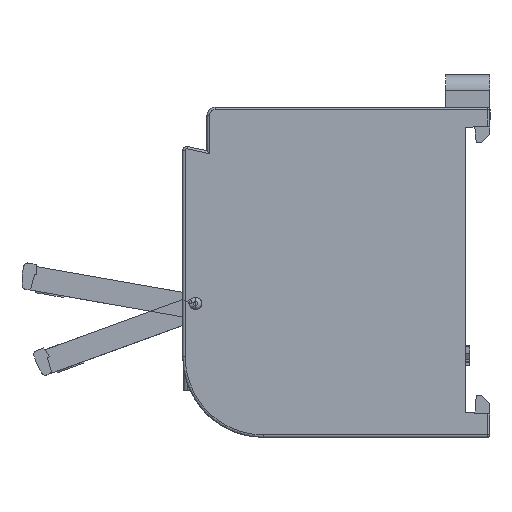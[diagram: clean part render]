
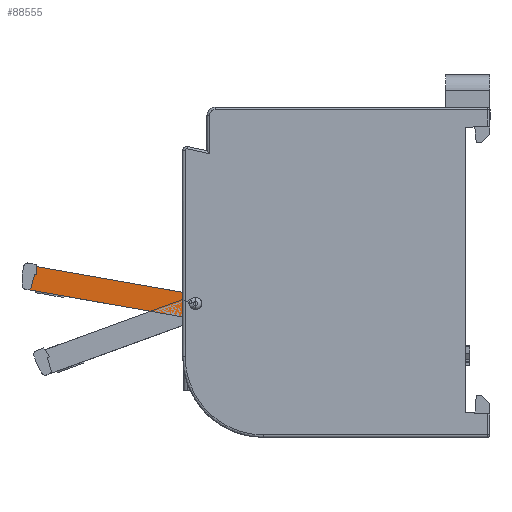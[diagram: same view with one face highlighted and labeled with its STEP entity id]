
A CAD part, left-side view. The second image highlights one B-rep face of the part: STEP entity #88555.
In plain terms, the highlighted planar face has unit normal (-1, 0, 0).
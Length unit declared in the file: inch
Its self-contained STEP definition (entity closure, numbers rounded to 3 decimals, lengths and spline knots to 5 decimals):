
#1146 = CARTESIAN_POINT ( 'NONE',  ( -5.63386, 1.48983, -0.1259 ) ) ;
#1472 = VECTOR ( 'NONE', #51772, 39.37008 ) ;
#2114 = CARTESIAN_POINT ( 'NONE',  ( -5.63386, 1.45813, -0.08965 ) ) ;
#4162 = CIRCLE ( 'NONE', #79280, 0.05906 ) ;
#4715 = LINE ( 'NONE', #111321, #1472 ) ;
#6482 = CARTESIAN_POINT ( 'NONE',  ( -5.63386, 1.40718, -0.11268 ) ) ;
#7145 = DIRECTION ( 'NONE',  ( -1., 0., 0. ) ) ;
#8972 = CIRCLE ( 'NONE', #96579, 0.00394 ) ;
#9428 = DIRECTION ( 'NONE',  ( 0., 0.985, 0.174 ) ) ;
#13871 = CARTESIAN_POINT ( 'NONE',  ( -5.63386, 1.42758, -0.14905 ) ) ;
#14168 = DIRECTION ( 'NONE',  ( 0., 0.985, 0.174 ) ) ;
#14809 = CARTESIAN_POINT ( 'NONE',  ( -5.63386, 1.4935, -0.13743 ) ) ;
#20532 = LINE ( 'NONE', #84714, #26788 ) ;
#20959 = VECTOR ( 'NONE', #28557, 39.37008 ) ;
#22233 = CARTESIAN_POINT ( 'NONE',  ( -5.63386, 2.20805, 0.03853 ) ) ;
#23799 = DIRECTION ( 'NONE',  ( 0., -0.046, -0.999 ) ) ;
#25926 = ORIENTED_EDGE ( 'NONE', *, *, #101268, .F. ) ;
#26426 = VERTEX_POINT ( 'NONE', #42983 ) ;
#26788 = VECTOR ( 'NONE', #14168, 39.37008 ) ;
#28557 = DIRECTION ( 'NONE',  ( 0., 0.174, -0.985 ) ) ;
#29778 = CARTESIAN_POINT ( 'NONE',  ( -5.63386, 1.48197, -0.21942 ) ) ;
#30084 = CIRCLE ( 'NONE', #62325, 0.01181 ) ;
#31068 = EDGE_CURVE ( 'NONE', #132492, #49196, #30084, .T. ) ;
#32826 = ORIENTED_EDGE ( 'NONE', *, *, #64972, .F. ) ;
#33933 = VERTEX_POINT ( 'NONE', #89320 ) ;
#37194 = CARTESIAN_POINT ( 'NONE',  ( -5.63386, 1.48573, -0.12122 ) ) ;
#39139 = EDGE_LOOP ( 'NONE', ( #81977, #49485, #25926, #58193 ) ) ;
#39810 = AXIS2_PLACEMENT_3D ( 'NONE', #79642, #114128, #102352 ) ;
#42983 = CARTESIAN_POINT ( 'NONE',  ( -5.63386, 2.20758, 0.02846 ) ) ;
#43648 = CARTESIAN_POINT ( 'NONE',  ( -5.63386, 1.50078, -0.17873 ) ) ;
#43912 = CARTESIAN_POINT ( 'NONE',  ( -5.63386, 1.42758, -0.14905 ) ) ;
#44911 =( BOUNDED_CURVE ( )  B_SPLINE_CURVE ( 3, ( #67485, #90249, #138054, #114513 ),
 .UNSPECIFIED., .F., .F. ) 
 B_SPLINE_CURVE_WITH_KNOTS ( ( 4, 4 ),
 ( 0., 1. ),
 .UNSPECIFIED. ) 
 CURVE ( )  GEOMETRIC_REPRESENTATION_ITEM ( )  RATIONAL_B_SPLINE_CURVE ( ( 1., 0.975, 0.975, 1. ) ) 
 REPRESENTATION_ITEM ( '' )  );
#45966 = CARTESIAN_POINT ( 'NONE',  ( -5.63386, 1.4935, -0.13743 ) ) ;
#48035 = VERTEX_POINT ( 'NONE', #87659 ) ;
#49196 = VERTEX_POINT ( 'NONE', #70720 ) ;
#49485 = ORIENTED_EDGE ( 'NONE', *, *, #51062, .F. ) ;
#51062 = EDGE_CURVE ( 'NONE', #147270, #89037, #76761, .T. ) ;
#51628 = EDGE_CURVE ( 'NONE', #33933, #121820, #4162, .T. ) ;
#51772 = DIRECTION ( 'NONE',  ( 0., 0.259, -0.966 ) ) ;
#51829 = VERTEX_POINT ( 'NONE', #14809 ) ;
#53843 = CARTESIAN_POINT ( 'NONE',  ( -5.63386, 2.21659, -0.00993 ) ) ;
#53956 = VERTEX_POINT ( 'NONE', #118196 ) ;
#58193 = ORIENTED_EDGE ( 'NONE', *, *, #97425, .F. ) ;
#58749 = ORIENTED_EDGE ( 'NONE', *, *, #83050, .F. ) ;
#62325 = AXIS2_PLACEMENT_3D ( 'NONE', #102744, #7145, #124747 ) ;
#62762 = CARTESIAN_POINT ( 'NONE',  ( -5.63386, 2.20573, -0.01185 ) ) ;
#64827 = ORIENTED_EDGE ( 'NONE', *, *, #51628, .F. ) ;
#64972 = EDGE_CURVE ( 'NONE', #26426, #132565, #125987, .T. ) ;
#65589 = FACE_BOUND ( 'NONE', #39139, .T. ) ;
#67485 = CARTESIAN_POINT ( 'NONE',  ( -5.63386, 1.43535, -0.16527 ) ) ;
#70720 = CARTESIAN_POINT ( 'NONE',  ( -5.63386, 2.23425, -0.07582 ) ) ;
#71404 = EDGE_CURVE ( 'NONE', #51829, #89037, #117889, .T. ) ;
#72874 =( BOUNDED_CURVE ( )  B_SPLINE_CURVE ( 3, ( #45966, #43648, #81245, #91472 ),
 .UNSPECIFIED., .F., .F. ) 
 B_SPLINE_CURVE_WITH_KNOTS ( ( 4, 4 ),
 ( 0., 1. ),
 .UNSPECIFIED. ) 
 CURVE ( )  GEOMETRIC_REPRESENTATION_ITEM ( )  RATIONAL_B_SPLINE_CURVE ( ( 1., 0.512, 0.512, 1. ) ) 
 REPRESENTATION_ITEM ( '' )  );
#72920 = VECTOR ( 'NONE', #23799, 39.37008 ) ;
#74351 = VECTOR ( 'NONE', #135035, 39.37008 ) ;
#74828 = LINE ( 'NONE', #110849, #20959 ) ;
#76761 =( BOUNDED_CURVE ( )  B_SPLINE_CURVE ( 3, ( #13871, #109479, #2114, #118570 ),
 .UNSPECIFIED., .F., .F. ) 
 B_SPLINE_CURVE_WITH_KNOTS ( ( 4, 4 ),
 ( 0., 1. ),
 .UNSPECIFIED. ) 
 CURVE ( )  GEOMETRIC_REPRESENTATION_ITEM ( )  RATIONAL_B_SPLINE_CURVE ( ( 1., 0.512, 0.512, 1. ) ) 
 REPRESENTATION_ITEM ( '' )  );
#79280 = AXIS2_PLACEMENT_3D ( 'NONE', #152060, #140312, #9428 ) ;
#79642 = CARTESIAN_POINT ( 'NONE',  ( -5.63386, 2.27041, -0.08839 ) ) ;
#79667 = DIRECTION ( 'NONE',  ( 1., 0., 0. ) ) ;
#81245 = CARTESIAN_POINT ( 'NONE',  ( -5.63386, 1.46295, -0.19684 ) ) ;
#81807 = LINE ( 'NONE', #22233, #72920 ) ;
#81977 = ORIENTED_EDGE ( 'NONE', *, *, #71404, .T. ) ;
#82931 = VERTEX_POINT ( 'NONE', #53843 ) ;
#83050 = EDGE_CURVE ( 'NONE', #132565, #48035, #8972, .T. ) ;
#84214 = ORIENTED_EDGE ( 'NONE', *, *, #108279, .T. ) ;
#84438 = ORIENTED_EDGE ( 'NONE', *, *, #120253, .F. ) ;
#84714 = CARTESIAN_POINT ( 'NONE',  ( -5.63386, 1.59828, -0.19891 ) ) ;
#87659 = CARTESIAN_POINT ( 'NONE',  ( -5.63386, 1.40398, -0.11724 ) ) ;
#88555 = ADVANCED_FACE ( 'NONE', ( #65589, #91400 ), #139182, .F. ) ;
#89037 = VERTEX_POINT ( 'NONE', #137962 ) ;
#89320 = CARTESIAN_POINT ( 'NONE',  ( -5.63386, 1.41355, -0.17152 ) ) ;
#90249 = CARTESIAN_POINT ( 'NONE',  ( -5.63386, 1.4313, -0.16065 ) ) ;
#91400 = FACE_OUTER_BOUND ( 'NONE', #108684, .T. ) ;
#91472 = CARTESIAN_POINT ( 'NONE',  ( -5.63386, 1.43535, -0.16527 ) ) ;
#92974 = CARTESIAN_POINT ( 'NONE',  ( -5.63386, 1.40786, -0.11655 ) ) ;
#93741 = DIRECTION ( 'NONE',  ( 0., 0.985, 0.174 ) ) ;
#96579 = AXIS2_PLACEMENT_3D ( 'NONE', #92974, #79667, #93741 ) ;
#97425 = EDGE_CURVE ( 'NONE', #51829, #53956, #72874, .T. ) ;
#98324 = CARTESIAN_POINT ( 'NONE',  ( -5.63386, 1.4935, -0.13743 ) ) ;
#99003 = CARTESIAN_POINT ( 'NONE',  ( -5.63386, 2.24771, -0.0844 ) ) ;
#101268 = EDGE_CURVE ( 'NONE', #53956, #147270, #44911, .T. ) ;
#102352 = DIRECTION ( 'NONE',  ( 0., -0.985, -0.174 ) ) ;
#102744 = CARTESIAN_POINT ( 'NONE',  ( -5.63386, 2.24566, -0.07277 ) ) ;
#103215 = DIRECTION ( 'NONE',  ( 0., -0.985, -0.174 ) ) ;
#108279 = EDGE_CURVE ( 'NONE', #141959, #82931, #112268, .T. ) ;
#108378 = EDGE_CURVE ( 'NONE', #121820, #132492, #20532, .T. ) ;
#108596 = EDGE_CURVE ( 'NONE', #82931, #49196, #4715, .T. ) ;
#108684 = EDGE_LOOP ( 'NONE', ( #84214, #133595, #116288, #145146, #64827, #84438, #58749, #32826, #116220 ) ) ;
#109479 = CARTESIAN_POINT ( 'NONE',  ( -5.63386, 1.4203, -0.10775 ) ) ;
#110849 = CARTESIAN_POINT ( 'NONE',  ( -5.63386, 1.4033, -0.11336 ) ) ;
#111321 = CARTESIAN_POINT ( 'NONE',  ( -5.63386, 2.21659, -0.00993 ) ) ;
#112268 = LINE ( 'NONE', #148336, #74351 ) ;
#112674 = CARTESIAN_POINT ( 'NONE',  ( -5.63386, 2.24853, 0.03568 ) ) ;
#114128 = DIRECTION ( 'NONE',  ( 1., 0., 0. ) ) ;
#114513 = CARTESIAN_POINT ( 'NONE',  ( -5.63386, 1.42758, -0.14905 ) ) ;
#115496 = EDGE_CURVE ( 'NONE', #26426, #141959, #81807, .T. ) ;
#116220 = ORIENTED_EDGE ( 'NONE', *, *, #115496, .T. ) ;
#116288 = ORIENTED_EDGE ( 'NONE', *, *, #31068, .F. ) ;
#117889 = B_SPLINE_CURVE_WITH_KNOTS ( 'NONE', 3,
 ( #98324, #132811, #1146, #37194 ),
 .UNSPECIFIED., .F., .F.,
 ( 4, 4 ),
 ( 0., 1. ),
 .UNSPECIFIED. ) ;
#118196 = CARTESIAN_POINT ( 'NONE',  ( -5.63386, 1.43535, -0.16527 ) ) ;
#118570 = CARTESIAN_POINT ( 'NONE',  ( -5.63386, 1.48573, -0.12122 ) ) ;
#120253 = EDGE_CURVE ( 'NONE', #48035, #33933, #74828, .T. ) ;
#121820 = VERTEX_POINT ( 'NONE', #29778 ) ;
#124747 = DIRECTION ( 'NONE',  ( 0., 0.985, 0.174 ) ) ;
#125987 = LINE ( 'NONE', #112674, #148080 ) ;
#132492 = VERTEX_POINT ( 'NONE', #99003 ) ;
#132565 = VERTEX_POINT ( 'NONE', #6482 ) ;
#132811 = CARTESIAN_POINT ( 'NONE',  ( -5.63386, 1.49242, -0.13131 ) ) ;
#133595 = ORIENTED_EDGE ( 'NONE', *, *, #108596, .T. ) ;
#135035 = DIRECTION ( 'NONE',  ( 0., 0.985, 0.174 ) ) ;
#137962 = CARTESIAN_POINT ( 'NONE',  ( -5.63386, 1.48573, -0.12122 ) ) ;
#138054 = CARTESIAN_POINT ( 'NONE',  ( -5.63386, 1.42865, -0.15511 ) ) ;
#139182 = PLANE ( 'NONE',  #39810 ) ;
#140312 = DIRECTION ( 'NONE',  ( 1., 0., 0. ) ) ;
#141959 = VERTEX_POINT ( 'NONE', #62762 ) ;
#145146 = ORIENTED_EDGE ( 'NONE', *, *, #108378, .F. ) ;
#147270 = VERTEX_POINT ( 'NONE', #43912 ) ;
#148080 = VECTOR ( 'NONE', #103215, 39.37008 ) ;
#148336 = CARTESIAN_POINT ( 'NONE',  ( -5.63386, 2.20573, -0.01185 ) ) ;
#152060 = CARTESIAN_POINT ( 'NONE',  ( -5.63386, 1.47171, -0.16126 ) ) ;
